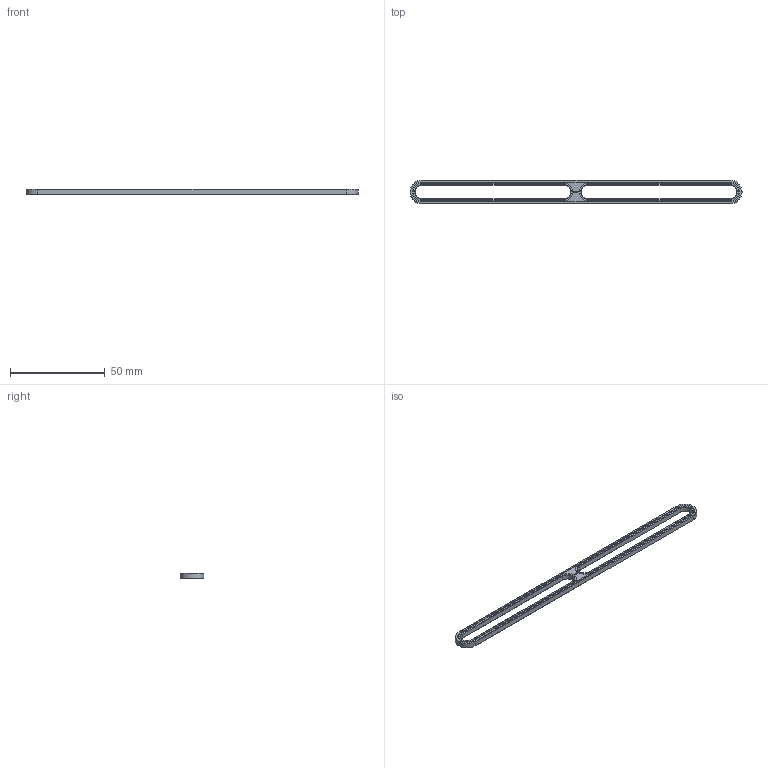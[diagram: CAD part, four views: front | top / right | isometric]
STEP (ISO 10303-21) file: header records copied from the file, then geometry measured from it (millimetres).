
FILE_DESCRIPTION(('FreeCAD Model'),'2;1');
FILE_NAME('Open CASCADE Shape Model','2021-03-28T14:43:42',('Author'),( ''),'Open CASCADE STEP processor 7.4','FreeCAD','Unknown');
FILE_SCHEMA(('AUTOMOTIVE_DESIGN { 1 0 10303 214 1 1 1 1 }'));
Length unit declared in the file: millimetre
Products named in the file (1): Brace_STR_SLT_SQT_ERR_BU14x01x00.25x07_-_SPN-BRC-0431_(stemfie.org)
Bounding box: 175 x 12.5 x 3.12 mm (x, y, z)
Volume: 3096.7 mm3; surface area: 4162.6 mm2
Topology: 1 solids, 1 shells, 564 faces, 1553 edges, 1026 vertices
Faces by surface type: plane 362, extrusion 178, cone 12, cylinder 12
Entity records: 39266 total; most frequent: CARTESIAN_POINT 9534, DIRECTION 4761, VECTOR 3855, LINE 3677, ORIENTED_EDGE 3106, PCURVE 3106, DEFINITIONAL_REPRESENTATION 3106, EDGE_CURVE 1553
